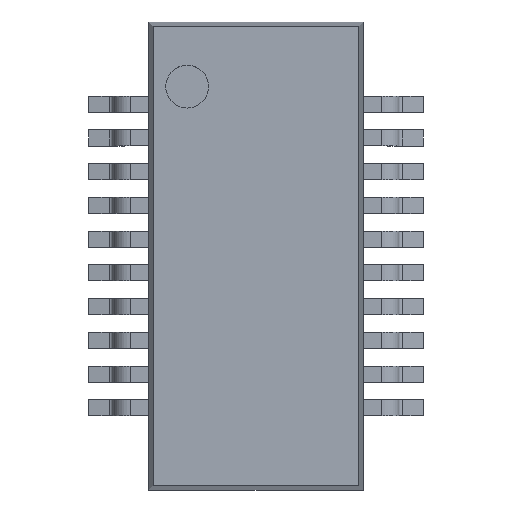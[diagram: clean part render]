
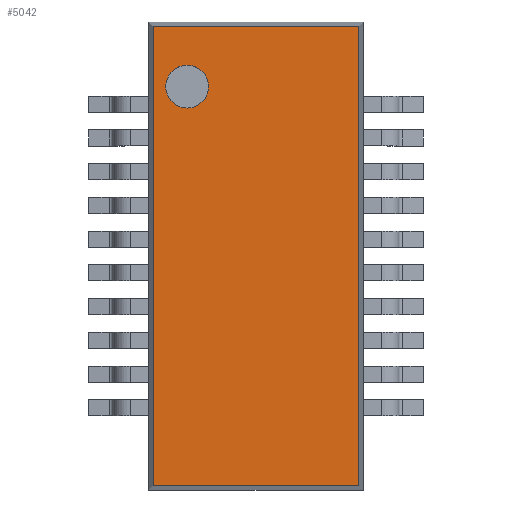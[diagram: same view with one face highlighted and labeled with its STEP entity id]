
A CAD part, top view. The second image highlights one B-rep face of the part: STEP entity #5042.
In plain terms, the highlighted planar face has unit normal (0, 0, 1).
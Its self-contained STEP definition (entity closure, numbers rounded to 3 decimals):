
#60=FACE_BOUND('',#607,.T.);
#62=CIRCLE('',#5360,0.4);
#309=FACE_OUTER_BOUND('',#606,.T.);
#606=EDGE_LOOP('',(#3337,#3338,#3339,#3340));
#607=EDGE_LOOP('',(#3341));
#899=LINE('',#7325,#1487);
#902=LINE('',#7331,#1490);
#907=LINE('',#7340,#1495);
#908=LINE('',#7348,#1496);
#1487=VECTOR('',#5818,8.575);
#1490=VECTOR('',#5823,3.835);
#1495=VECTOR('',#5830,8.575);
#1496=VECTOR('',#5841,3.835);
#2074=VERTEX_POINT('',#7321);
#2076=VERTEX_POINT('',#7324);
#2078=VERTEX_POINT('',#7330);
#2081=VERTEX_POINT('',#7337);
#2083=VERTEX_POINT('',#7344);
#2573=EDGE_CURVE('',#2076,#2074,#899,.T.);
#2576=EDGE_CURVE('',#2076,#2078,#902,.F.);
#2581=EDGE_CURVE('',#2078,#2081,#907,.F.);
#2583=EDGE_CURVE('',#2083,#2083,#62,.T.);
#2584=EDGE_CURVE('',#2081,#2074,#908,.F.);
#3337=ORIENTED_EDGE('',*,*,#2584,.F.);
#3338=ORIENTED_EDGE('',*,*,#2581,.F.);
#3339=ORIENTED_EDGE('',*,*,#2576,.F.);
#3340=ORIENTED_EDGE('',*,*,#2573,.T.);
#3341=ORIENTED_EDGE('',*,*,#2583,.T.);
#4826=PLANE('',#5362);
#5042=ADVANCED_FACE('',(#309,#60),#4826,.T.);
#5360=AXIS2_PLACEMENT_3D('',#7345,#5835,#5836);
#5362=AXIS2_PLACEMENT_3D('',#7347,#5839,#5840);
#5818=DIRECTION('',(0.,1.,0.));
#5823=DIRECTION('',(1.,0.,0.));
#5830=DIRECTION('',(0.,-1.,0.));
#5835=DIRECTION('center_axis',(0.,0.,-1.));
#5836=DIRECTION('ref_axis',(1.,0.,0.));
#5839=DIRECTION('center_axis',(0.,0.,1.));
#5840=DIRECTION('ref_axis',(1.,0.,0.));
#5841=DIRECTION('',(-1.,0.,0.));
#7321=CARTESIAN_POINT('',(1.918,4.288,1.75));
#7324=CARTESIAN_POINT('',(1.918,-4.288,1.75));
#7325=CARTESIAN_POINT('',(1.918,-1.183,1.75));
#7330=CARTESIAN_POINT('',(-1.918,-4.288,1.75));
#7331=CARTESIAN_POINT('',(1.44,-4.288,1.75));
#7337=CARTESIAN_POINT('',(-1.918,4.288,1.75));
#7340=CARTESIAN_POINT('',(-1.918,-1.183,1.75));
#7344=CARTESIAN_POINT('',(-0.885,3.163,1.75));
#7345=CARTESIAN_POINT('Origin',(-1.285,3.163,1.75));
#7347=CARTESIAN_POINT('Origin',(1.92,-1.183,1.75));
#7348=CARTESIAN_POINT('',(1.44,4.288,1.75));
